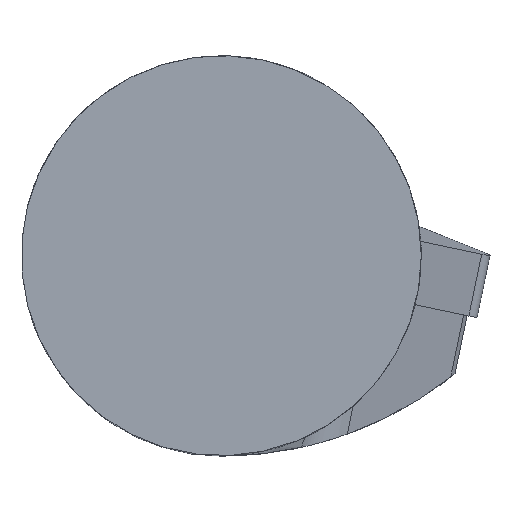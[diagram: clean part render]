
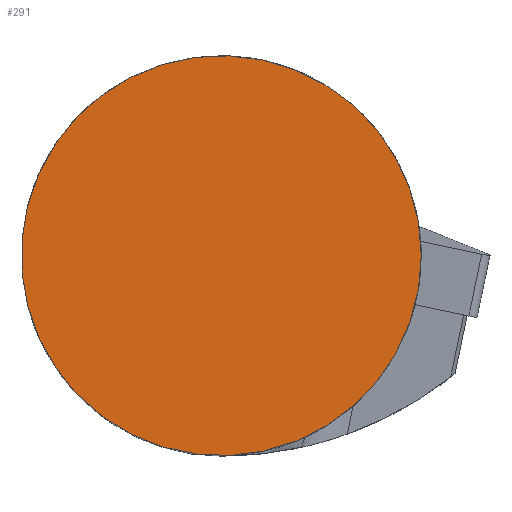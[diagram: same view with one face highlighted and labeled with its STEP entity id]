
A CAD part, top view. The second image highlights one B-rep face of the part: STEP entity #291.
In plain terms, the highlighted planar face has unit normal (0, 0, 1).
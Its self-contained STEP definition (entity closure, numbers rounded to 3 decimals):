
#147=PLANE('',#1840);
#209=FACE_OUTER_BOUND('',#436,.T.);
#291=ADVANCED_FACE('',(#209),#147,.T.);
#436=EDGE_LOOP('',(#1038));
#550=CIRCLE('',#1752,20.);
#1038=ORIENTED_EDGE('',*,*,#1429,.F.);
#1272=VERTEX_POINT('',#2432);
#1429=EDGE_CURVE('',#1272,#1272,#550,.T.);
#1752=AXIS2_PLACEMENT_3D('',#2431,#1931,#1932);
#1840=AXIS2_PLACEMENT_3D('',#2760,#2157,#2158);
#1931=DIRECTION('',(0.,0.,-1.));
#1932=DIRECTION('',(1.,0.,0.));
#2157=DIRECTION('',(0.,0.,1.));
#2158=DIRECTION('',(1.,0.,0.));
#2431=CARTESIAN_POINT('',(0.,0.,0.));
#2432=CARTESIAN_POINT('',(20.,0.,0.));
#2760=CARTESIAN_POINT('',(0.,0.,0.));
